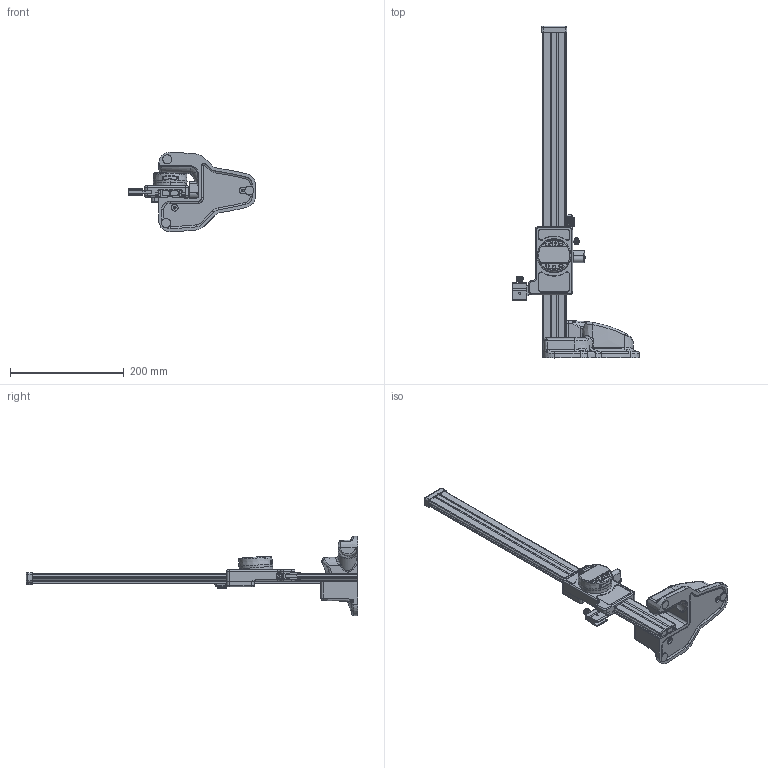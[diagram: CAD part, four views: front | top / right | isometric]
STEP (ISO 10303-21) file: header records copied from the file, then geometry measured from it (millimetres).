
FILE_DESCRIPTION((''),'2;1');
FILE_NAME('PM258_000_001_SW0001','2018-02-20T',('mtr'),('Sylvac SA'),'CREO PARAMETRIC BY PTC INC, 2014500','CREO PARAMETRIC BY PTC INC, 2014500','');
FILE_SCHEMA(('CONFIG_CONTROL_DESIGN'));
Length unit declared in the file: millimetre
Products named in the file (1): PM258_000_001_SW0001
Bounding box: 223 x 583.5 x 139.39 mm (x, y, z)
Surface area: 184571.8 mm2 (no closed solid volume)
Topology: 0 solids, 67 shells, 772 faces, 2554 edges, 1834 vertices
Faces by surface type: cylinder 231, plane 231, bspline 120, torus 115, cone 49, sphere 26
Entity records: 36808 total; most frequent: CARTESIAN_POINT 15402, DIRECTION 4370, ORIENTED_EDGE 4106, EDGE_CURVE 2534, VERTEX_POINT 1828, AXIS2_PLACEMENT_3D 1658, VECTOR 1054, LINE 1054
